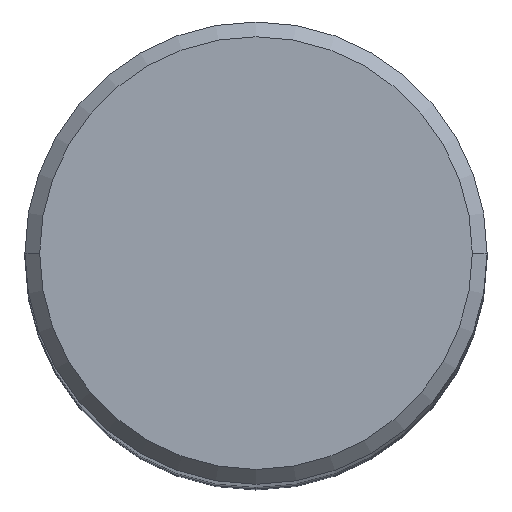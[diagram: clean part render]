
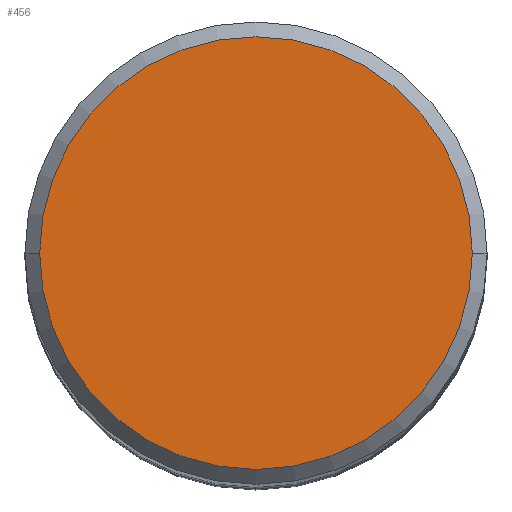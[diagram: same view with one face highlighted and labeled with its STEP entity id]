
A CAD part, top view. The second image highlights one B-rep face of the part: STEP entity #456.
In plain terms, the highlighted planar face has unit normal (0, 0, 1).
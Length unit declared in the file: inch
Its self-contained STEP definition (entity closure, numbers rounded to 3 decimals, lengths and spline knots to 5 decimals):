
#12 = PLANE ( 'NONE',  #105 ) ;
#25 = CARTESIAN_POINT ( 'NONE',  ( 0.2925, 0., 0. ) ) ;
#73 = DIRECTION ( 'NONE',  ( 0., 0., 1. ) ) ;
#104 = DIRECTION ( 'NONE',  ( 0., 0., 1. ) ) ;
#105 = AXIS2_PLACEMENT_3D ( 'NONE', #192, #151, #175 ) ;
#107 = DIRECTION ( 'NONE',  ( 1., 0., 0. ) ) ;
#113 = VERTEX_POINT ( 'NONE', #25 ) ;
#115 = CIRCLE ( 'NONE', #479, 0.2925 ) ;
#151 = DIRECTION ( 'NONE',  ( 0., 0., -1. ) ) ;
#175 = DIRECTION ( 'NONE',  ( -1., 0., 0. ) ) ;
#192 = CARTESIAN_POINT ( 'NONE',  ( 0., 0.2925, 0. ) ) ;
#197 = ORIENTED_EDGE ( 'NONE', *, *, #324, .T. ) ;
#220 = EDGE_CURVE ( 'NONE', #268, #113, #115, .T. ) ;
#236 = AXIS2_PLACEMENT_3D ( 'NONE', #406, #104, #107 ) ;
#268 = VERTEX_POINT ( 'NONE', #395 ) ;
#290 = CARTESIAN_POINT ( 'NONE',  ( 0., 0., 0. ) ) ;
#324 = EDGE_CURVE ( 'NONE', #113, #268, #363, .T. ) ;
#363 = CIRCLE ( 'NONE', #236, 0.2925 ) ;
#395 = CARTESIAN_POINT ( 'NONE',  ( -0.2925, 0., 0. ) ) ;
#406 = CARTESIAN_POINT ( 'NONE',  ( 0., 0., 0. ) ) ;
#451 = EDGE_LOOP ( 'NONE', ( #462, #197 ) ) ;
#456 = ADVANCED_FACE ( 'NONE', ( #490 ), #12, .F. ) ;
#462 = ORIENTED_EDGE ( 'NONE', *, *, #220, .T. ) ;
#479 = AXIS2_PLACEMENT_3D ( 'NONE', #290, #73, #558 ) ;
#490 = FACE_OUTER_BOUND ( 'NONE', #451, .T. ) ;
#558 = DIRECTION ( 'NONE',  ( 1., 0., 0. ) ) ;
